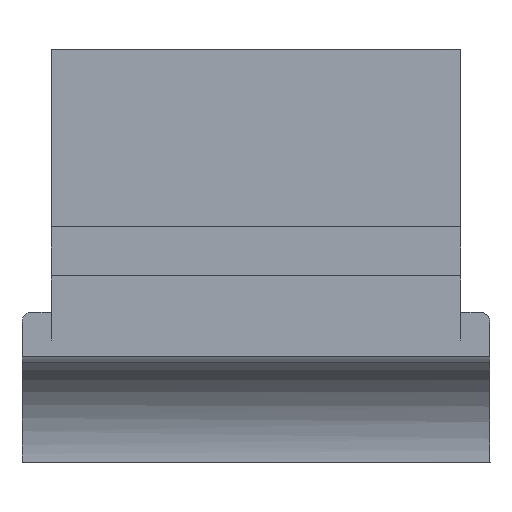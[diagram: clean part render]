
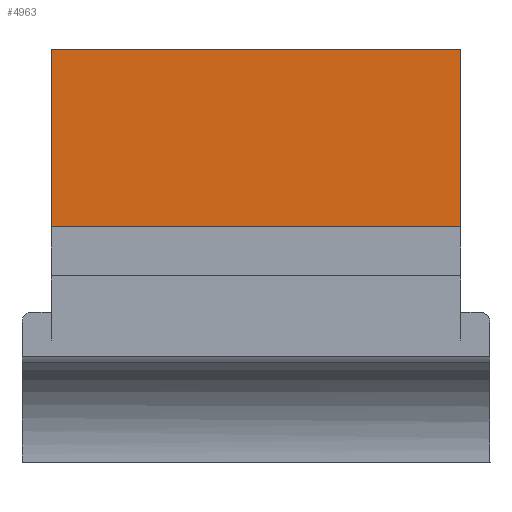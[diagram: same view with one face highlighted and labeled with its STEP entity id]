
A CAD part, top view. The second image highlights one B-rep face of the part: STEP entity #4963.
In plain terms, the highlighted free-form (B-spline) face has degree [1, 1] with [2, 2] control points.
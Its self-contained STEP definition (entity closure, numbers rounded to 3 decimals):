
#48 = CARTESIAN_POINT ( 'NONE',  ( -1050., 2008.738, 1349.912 ) ) ;
#85 = ORIENTED_EDGE ( 'NONE', *, *, #153, .F. ) ;
#153 = EDGE_CURVE ( 'NONE', #2104, #3456, #2212, .T. ) ;
#387 = B_SPLINE_CURVE_WITH_KNOTS ( 'NONE', 3,
 ( #680, #1088, #3876, #1801 ),
 .UNSPECIFIED., .F., .F.,
 ( 4, 4 ),
 ( 0., 1. ),
 .UNSPECIFIED. ) ;
#680 = CARTESIAN_POINT ( 'NONE',  ( 1050., 2918.248, 1349.912 ) ) ;
#816 = FACE_OUTER_BOUND ( 'NONE', #4586, .T. ) ;
#921 = CARTESIAN_POINT ( 'NONE',  ( 0., 940.681, 1349.912 ) ) ;
#965 = CARTESIAN_POINT ( 'NONE',  ( 1050., 2311.908, 1349.912 ) ) ;
#966 = CARTESIAN_POINT ( 'NONE',  ( -1522.812, 2463.493, 1349.912 ) ) ;
#1028 = CARTESIAN_POINT ( 'NONE',  ( -1050., 2918.248, 1349.912 ) ) ;
#1088 = CARTESIAN_POINT ( 'NONE',  ( 350., 2918.248, 1349.912 ) ) ;
#1276 = B_SPLINE_CURVE_WITH_KNOTS ( 'NONE', 3,
 ( #5010, #3776, #2980, #1461 ),
 .UNSPECIFIED., .F., .F.,
 ( 4, 4 ),
 ( 0., 1. ),
 .UNSPECIFIED. ) ;
#1346 = ORIENTED_EDGE ( 'NONE', *, *, #2089, .T. ) ;
#1358 = CARTESIAN_POINT ( 'NONE',  ( 1522.812, 2463.493, 1349.912 ) ) ;
#1380 = CARTESIAN_POINT ( 'NONE',  ( 1050., 2918.248, 1349.912 ) ) ;
#1461 = CARTESIAN_POINT ( 'NONE',  ( 1050., 2008.738, 1349.912 ) ) ;
#1801 = CARTESIAN_POINT ( 'NONE',  ( -1050., 2918.248, 1349.912 ) ) ;
#1870 = ORIENTED_EDGE ( 'NONE', *, *, #4527, .T. ) ;
#2045 = CARTESIAN_POINT ( 'NONE',  ( 0., 3986.305, 1349.912 ) ) ;
#2089 = EDGE_CURVE ( 'NONE', #2104, #2748, #387, .T. ) ;
#2104 = VERTEX_POINT ( 'NONE', #3821 ) ;
#2212 = B_SPLINE_CURVE_WITH_KNOTS ( 'NONE', 3,
 ( #1380, #3347, #965, #3321 ),
 .UNSPECIFIED., .F., .F.,
 ( 4, 4 ),
 ( 0., 1. ),
 .UNSPECIFIED. ) ;
#2238 = CARTESIAN_POINT ( 'NONE',  ( -1050., 2311.908, 1349.912 ) ) ;
#2525 = CARTESIAN_POINT ( 'NONE',  ( 1050., 2008.738, 1349.912 ) ) ;
#2668 = VERTEX_POINT ( 'NONE', #48 ) ;
#2748 = VERTEX_POINT ( 'NONE', #3164 ) ;
#2749 = B_SPLINE_SURFACE_WITH_KNOTS ( 'NONE', 1, 1, ( 
 ( #921, #966 ),
 ( #1358, #2045 ) ),
 .UNSPECIFIED., .F., .F., .F.,
 ( 2, 2 ),
 ( 2, 2 ),
 ( 0., 1. ),
 ( 0., 1. ),
 .UNSPECIFIED. ) ;
#2980 = CARTESIAN_POINT ( 'NONE',  ( 350., 2008.738, 1349.912 ) ) ;
#3164 = CARTESIAN_POINT ( 'NONE',  ( -1050., 2918.248, 1349.912 ) ) ;
#3321 = CARTESIAN_POINT ( 'NONE',  ( 1050., 2008.738, 1349.912 ) ) ;
#3347 = CARTESIAN_POINT ( 'NONE',  ( 1050., 2615.078, 1349.912 ) ) ;
#3456 = VERTEX_POINT ( 'NONE', #2525 ) ;
#3763 = CARTESIAN_POINT ( 'NONE',  ( -1050., 2008.738, 1349.912 ) ) ;
#3776 = CARTESIAN_POINT ( 'NONE',  ( -350., 2008.738, 1349.912 ) ) ;
#3821 = CARTESIAN_POINT ( 'NONE',  ( 1050., 2918.248, 1349.912 ) ) ;
#3876 = CARTESIAN_POINT ( 'NONE',  ( -350., 2918.248, 1349.912 ) ) ;
#4400 = ORIENTED_EDGE ( 'NONE', *, *, #4871, .T. ) ;
#4515 = CARTESIAN_POINT ( 'NONE',  ( -1050., 2615.078, 1349.912 ) ) ;
#4527 = EDGE_CURVE ( 'NONE', #2668, #3456, #1276, .T. ) ;
#4586 = EDGE_LOOP ( 'NONE', ( #1346, #4400, #1870, #85 ) ) ;
#4871 = EDGE_CURVE ( 'NONE', #2748, #2668, #5117, .T. ) ;
#4963 = ADVANCED_FACE ( 'NONE', ( #816 ), #2749, .T. ) ;
#5010 = CARTESIAN_POINT ( 'NONE',  ( -1050., 2008.738, 1349.912 ) ) ;
#5117 = B_SPLINE_CURVE_WITH_KNOTS ( 'NONE', 3,
 ( #1028, #4515, #2238, #3763 ),
 .UNSPECIFIED., .F., .F.,
 ( 4, 4 ),
 ( 0., 1. ),
 .UNSPECIFIED. ) ;
